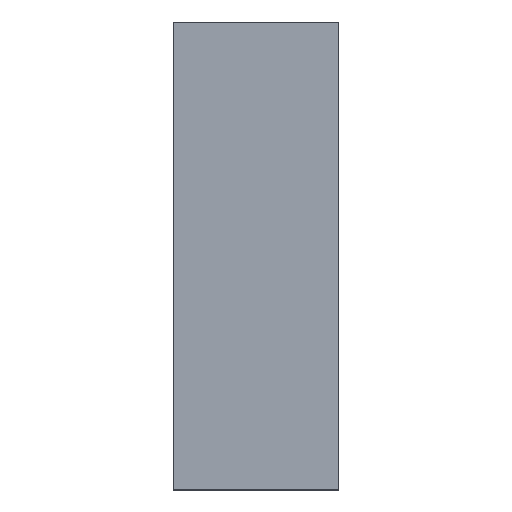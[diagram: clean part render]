
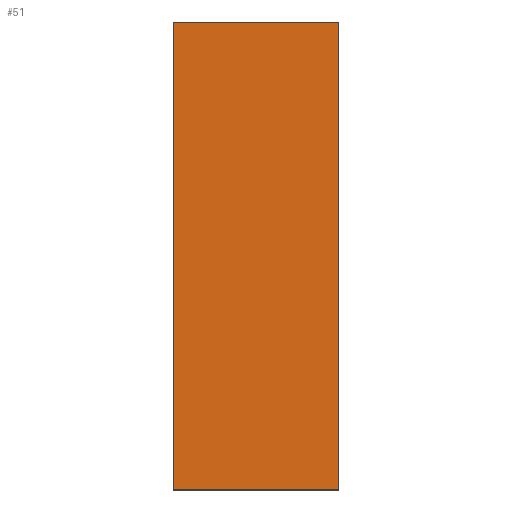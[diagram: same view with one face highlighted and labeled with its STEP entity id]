
A CAD part, top view. The second image highlights one B-rep face of the part: STEP entity #51.
In plain terms, the highlighted planar face has unit normal (0, 0, 1).
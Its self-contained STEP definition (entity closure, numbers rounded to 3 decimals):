
#4 = DIRECTION ( 'NONE',  ( 0., -1., 0. ) ) ;
#29 = EDGE_CURVE ( 'NONE', #347, #400, #156, .T. ) ;
#38 = EDGE_LOOP ( 'NONE', ( #62, #113, #243, #313 ) ) ;
#48 = FACE_OUTER_BOUND ( 'NONE', #38, .T. ) ;
#51 = ADVANCED_FACE ( 'NONE', ( #48 ), #112, .F. ) ;
#61 = DIRECTION ( 'NONE',  ( 0., 1., 0. ) ) ;
#62 = ORIENTED_EDGE ( 'NONE', *, *, #140, .T. ) ;
#74 = VECTOR ( 'NONE', #4, 1000. ) ;
#84 = CARTESIAN_POINT ( 'NONE',  ( 9., 10., 1. ) ) ;
#108 = CARTESIAN_POINT ( 'NONE',  ( 9., 10., 1. ) ) ;
#112 = PLANE ( 'NONE',  #390 ) ;
#113 = ORIENTED_EDGE ( 'NONE', *, *, #29, .T. ) ;
#140 = EDGE_CURVE ( 'NONE', #185, #347, #204, .T. ) ;
#156 = LINE ( 'NONE', #290, #74 ) ;
#176 = DIRECTION ( 'NONE',  ( 1., 0., 0. ) ) ;
#185 = VERTEX_POINT ( 'NONE', #84 ) ;
#204 = LINE ( 'NONE', #108, #339 ) ;
#228 = DIRECTION ( 'NONE',  ( 0., 0., -1. ) ) ;
#243 = ORIENTED_EDGE ( 'NONE', *, *, #278, .T. ) ;
#256 = LINE ( 'NONE', #367, #354 ) ;
#262 = DIRECTION ( 'NONE',  ( -1., 0., 0. ) ) ;
#264 = DIRECTION ( 'NONE',  ( -1., 0., 0. ) ) ;
#269 = LINE ( 'NONE', #332, #307 ) ;
#278 = EDGE_CURVE ( 'NONE', #400, #327, #269, .T. ) ;
#290 = CARTESIAN_POINT ( 'NONE',  ( -9., 10., 1. ) ) ;
#307 = VECTOR ( 'NONE', #176, 1000. ) ;
#312 = CARTESIAN_POINT ( 'NONE',  ( -9., -41., 1. ) ) ;
#313 = ORIENTED_EDGE ( 'NONE', *, *, #346, .T. ) ;
#316 = CARTESIAN_POINT ( 'NONE',  ( 9., -41., 1. ) ) ;
#326 = CARTESIAN_POINT ( 'NONE',  ( -5., 0., 1. ) ) ;
#327 = VERTEX_POINT ( 'NONE', #316 ) ;
#332 = CARTESIAN_POINT ( 'NONE',  ( -9., -41., 1. ) ) ;
#339 = VECTOR ( 'NONE', #264, 1000. ) ;
#343 = CARTESIAN_POINT ( 'NONE',  ( -9., 10., 1. ) ) ;
#346 = EDGE_CURVE ( 'NONE', #327, #185, #256, .T. ) ;
#347 = VERTEX_POINT ( 'NONE', #343 ) ;
#354 = VECTOR ( 'NONE', #61, 1000. ) ;
#367 = CARTESIAN_POINT ( 'NONE',  ( 9., -41., 1. ) ) ;
#390 = AXIS2_PLACEMENT_3D ( 'NONE', #326, #228, #262 ) ;
#400 = VERTEX_POINT ( 'NONE', #312 ) ;
